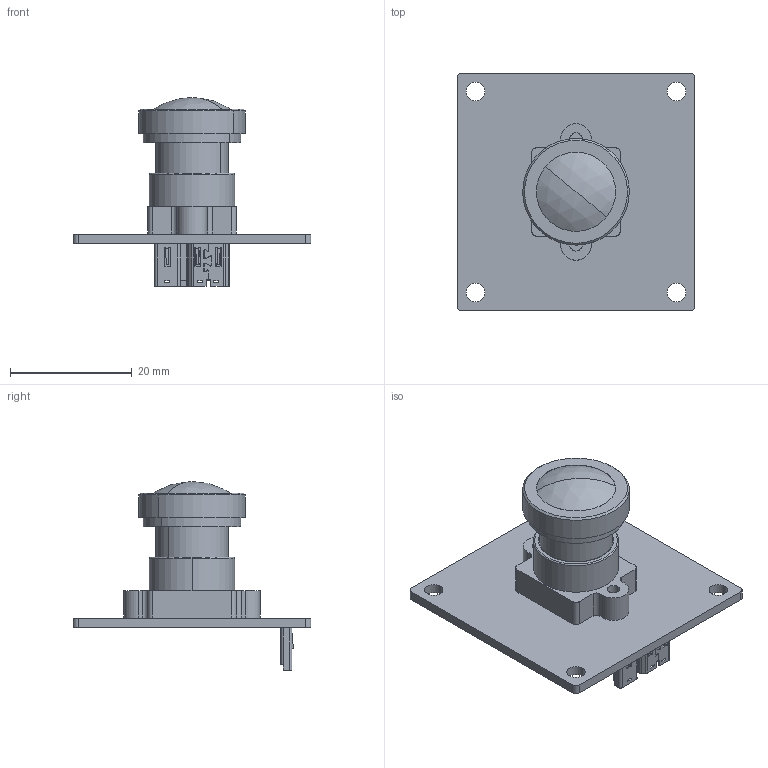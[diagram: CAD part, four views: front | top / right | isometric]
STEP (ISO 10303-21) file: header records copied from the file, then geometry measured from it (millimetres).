
FILE_DESCRIPTION (( 'STEP AP214' ), '1' );
FILE_NAME ('oCam-5CRO-U (Version 16A).STEP', '2019-08-01T07:03:11', ( '' ), ( '' ), 'SwSTEP 2.0', 'SolidWorks 2017', '' );
FILE_SCHEMA (( 'AUTOMOTIVE_DESIGN' ));
Length unit declared in the file: millimetre
Products named in the file (5): oCam-5CRO-U Lens Adapter; Part4^oCam-5CRO-U (Version 16A); oCam-5CRO-U (Version 16A); USB-3-0-Type-Micro-B-Plug-Shield
Assembly tree (4 placements, depth 2):
  oCam-5CRO-U (Version 16A)
    oCam-5CRO-U (Version 16A)
    USB-3-0-Type-Micro-B-Plug-Shield
    oCam-5CRO-U Lens Adapter
    Part4^oCam-5CRO-U (Version 16A)
Bounding box: 39 x 39 x 31 mm (x, y, z)
Volume: 5850 mm3; surface area: 6220.4 mm2
Topology: 4 solids, 4 shells, 470 faces, 1333 edges, 877 vertices
Faces by surface type: plane 356, cylinder 98, bspline 6, torus 4, cone 4, sphere 2
Entity records: 15415 total; most frequent: CARTESIAN_POINT 2765, ORIENTED_EDGE 2666, DIRECTION 2465, EDGE_CURVE 1333, LINE 1119, VECTOR 1119, VERTEX_POINT 877, AXIS2_PLACEMENT_3D 673
